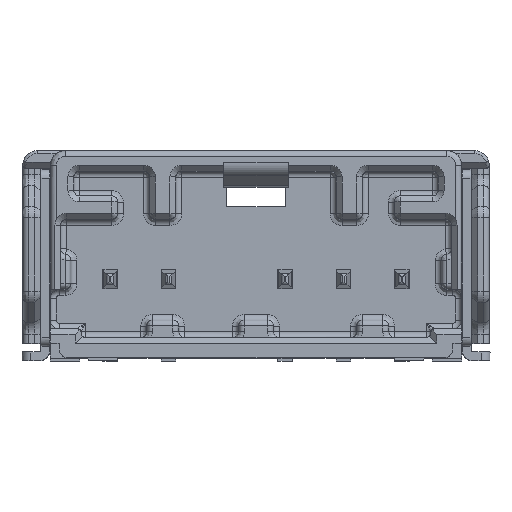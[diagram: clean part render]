
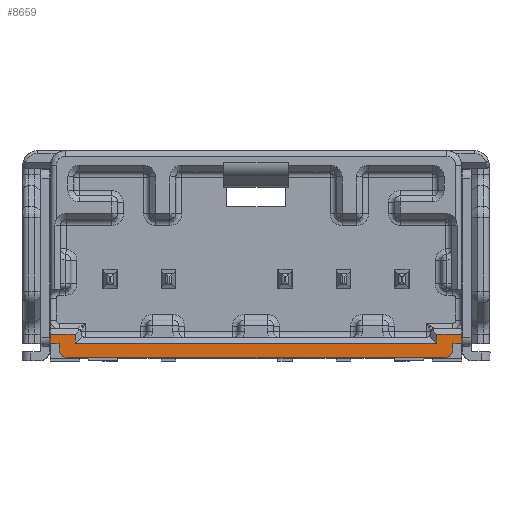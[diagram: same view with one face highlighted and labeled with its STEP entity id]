
A CAD part, top view. The second image highlights one B-rep face of the part: STEP entity #8659.
In plain terms, the highlighted planar face has unit normal (0, 0, 1).
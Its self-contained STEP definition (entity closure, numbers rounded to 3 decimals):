
#6 = VECTOR ( 'NONE', #6416, 1000. ) ;
#182 = VECTOR ( 'NONE', #24156, 1000. ) ;
#314 = CARTESIAN_POINT ( 'NONE',  ( -7.05, 0.9, 0. ) ) ;
#578 = CARTESIAN_POINT ( 'NONE',  ( 0., 0.6, 0. ) ) ;
#1071 = VECTOR ( 'NONE', #5803, 1000. ) ;
#1185 = DIRECTION ( 'NONE',  ( -1., 0., 0. ) ) ;
#1308 = EDGE_CURVE ( 'NONE', #12485, #3308, #3719, .T. ) ;
#1487 = CARTESIAN_POINT ( 'NONE',  ( 6.2, 0.9, 0. ) ) ;
#1881 = VERTEX_POINT ( 'NONE', #24265 ) ;
#1932 = CARTESIAN_POINT ( 'NONE',  ( 7.05, 0.1, 0. ) ) ;
#2048 = LINE ( 'NONE', #17434, #13067 ) ;
#2127 = CARTESIAN_POINT ( 'NONE',  ( 0., 0.9, 0. ) ) ;
#2238 = LINE ( 'NONE', #9861, #4256 ) ;
#2420 = CARTESIAN_POINT ( 'NONE',  ( 6.75, 0.4, 0. ) ) ;
#2530 = DIRECTION ( 'NONE',  ( 0., 0., -1. ) ) ;
#2719 = VERTEX_POINT ( 'NONE', #21211 ) ;
#3006 = CARTESIAN_POINT ( 'NONE',  ( 0., 0.6, 0. ) ) ;
#3308 = VERTEX_POINT ( 'NONE', #15660 ) ;
#3432 = CARTESIAN_POINT ( 'NONE',  ( 0., 0.9, 0. ) ) ;
#3550 = EDGE_CURVE ( 'NONE', #12485, #10231, #8538, .T. ) ;
#3614 = PLANE ( 'NONE',  #17314 ) ;
#3719 = CIRCLE ( 'NONE', #19717, 0.3 ) ;
#3987 = LINE ( 'NONE', #21145, #8464 ) ;
#4230 = ORIENTED_EDGE ( 'NONE', *, *, #4621, .F. ) ;
#4256 = VECTOR ( 'NONE', #17493, 1000. ) ;
#4579 = VECTOR ( 'NONE', #8905, 1000. ) ;
#4621 = EDGE_CURVE ( 'NONE', #19115, #12046, #19552, .T. ) ;
#4759 = EDGE_CURVE ( 'NONE', #22187, #2719, #20299, .T. ) ;
#4820 = VECTOR ( 'NONE', #10214, 1000. ) ;
#5001 = AXIS2_PLACEMENT_3D ( 'NONE', #16695, #12570, #9323 ) ;
#5222 = EDGE_CURVE ( 'NONE', #12046, #1881, #12503, .T. ) ;
#5315 = CARTESIAN_POINT ( 'NONE',  ( 6.75, 0.6, 0. ) ) ;
#5803 = DIRECTION ( 'NONE',  ( 0., -1., 0. ) ) ;
#5865 = VECTOR ( 'NONE', #1185, 1000. ) ;
#6053 = ORIENTED_EDGE ( 'NONE', *, *, #17666, .T. ) ;
#6163 = ORIENTED_EDGE ( 'NONE', *, *, #15641, .F. ) ;
#6416 = DIRECTION ( 'NONE',  ( 0., -1., 0. ) ) ;
#6660 = CARTESIAN_POINT ( 'NONE',  ( 6.75, 0.6, 0. ) ) ;
#6810 = VERTEX_POINT ( 'NONE', #23988 ) ;
#7139 = ORIENTED_EDGE ( 'NONE', *, *, #20464, .F. ) ;
#7525 = VECTOR ( 'NONE', #9180, 1000. ) ;
#7609 = VERTEX_POINT ( 'NONE', #1487 ) ;
#7654 = CARTESIAN_POINT ( 'NONE',  ( 6.45, 0.4, 0. ) ) ;
#8328 = CARTESIAN_POINT ( 'NONE',  ( -6.2, 0.6, 0. ) ) ;
#8464 = VECTOR ( 'NONE', #11743, 1000. ) ;
#8538 = LINE ( 'NONE', #6660, #22319 ) ;
#8659 = ADVANCED_FACE ( 'NONE', ( #11238 ), #3614, .F. ) ;
#8905 = DIRECTION ( 'NONE',  ( 0., -1., 0. ) ) ;
#9180 = DIRECTION ( 'NONE',  ( 1., 0., 0. ) ) ;
#9323 = DIRECTION ( 'NONE',  ( 1., 0., 0. ) ) ;
#9441 = LINE ( 'NONE', #1932, #1071 ) ;
#9582 = ORIENTED_EDGE ( 'NONE', *, *, #5222, .F. ) ;
#9759 = DIRECTION ( 'NONE',  ( 1., 0., 0. ) ) ;
#9861 = CARTESIAN_POINT ( 'NONE',  ( -7.05, 0.1, 0. ) ) ;
#10214 = DIRECTION ( 'NONE',  ( -1., 0., 0. ) ) ;
#10231 = VERTEX_POINT ( 'NONE', #5315 ) ;
#11238 = FACE_OUTER_BOUND ( 'NONE', #14238, .T. ) ;
#11492 = ORIENTED_EDGE ( 'NONE', *, *, #17154, .F. ) ;
#11743 = DIRECTION ( 'NONE',  ( 1., 0., 0. ) ) ;
#11899 = CARTESIAN_POINT ( 'NONE',  ( -6.2, 3.65, 0. ) ) ;
#12046 = VERTEX_POINT ( 'NONE', #8328 ) ;
#12485 = VERTEX_POINT ( 'NONE', #2420 ) ;
#12503 = LINE ( 'NONE', #3006, #182 ) ;
#12570 = DIRECTION ( 'NONE',  ( 0., 0., -1. ) ) ;
#12951 = LINE ( 'NONE', #22472, #5865 ) ;
#13067 = VECTOR ( 'NONE', #19077, 1000. ) ;
#13142 = LINE ( 'NONE', #2127, #15144 ) ;
#13566 = ORIENTED_EDGE ( 'NONE', *, *, #14861, .F. ) ;
#13788 = ORIENTED_EDGE ( 'NONE', *, *, #14790, .F. ) ;
#14165 = EDGE_CURVE ( 'NONE', #6810, #17200, #2238, .T. ) ;
#14230 = ORIENTED_EDGE ( 'NONE', *, *, #1308, .F. ) ;
#14238 = EDGE_LOOP ( 'NONE', ( #14943, #13566, #17026, #13788, #9582, #4230, #7139, #21129, #11492, #18136, #6163, #6053, #14230, #17949 ) ) ;
#14617 = CARTESIAN_POINT ( 'NONE',  ( 0., 3.65, 0. ) ) ;
#14713 = EDGE_CURVE ( 'NONE', #23138, #10231, #12951, .T. ) ;
#14790 = EDGE_CURVE ( 'NONE', #1881, #7609, #2048, .T. ) ;
#14861 = EDGE_CURVE ( 'NONE', #23074, #23138, #9441, .T. ) ;
#14943 = ORIENTED_EDGE ( 'NONE', *, *, #14713, .F. ) ;
#15069 = CARTESIAN_POINT ( 'NONE',  ( -6.45, 0.1, 0. ) ) ;
#15144 = VECTOR ( 'NONE', #9759, 1000. ) ;
#15382 = CIRCLE ( 'NONE', #5001, 0.3 ) ;
#15583 = VERTEX_POINT ( 'NONE', #15069 ) ;
#15589 = LINE ( 'NONE', #578, #4820 ) ;
#15641 = EDGE_CURVE ( 'NONE', #15583, #2719, #15382, .T. ) ;
#15660 = CARTESIAN_POINT ( 'NONE',  ( 6.45, 0.1, 0. ) ) ;
#16695 = CARTESIAN_POINT ( 'NONE',  ( -6.45, 0.4, 0. ) ) ;
#17026 = ORIENTED_EDGE ( 'NONE', *, *, #20000, .F. ) ;
#17154 = EDGE_CURVE ( 'NONE', #22187, #6810, #15589, .T. ) ;
#17200 = VERTEX_POINT ( 'NONE', #314 ) ;
#17314 = AXIS2_PLACEMENT_3D ( 'NONE', #14617, #22526, #18767 ) ;
#17434 = CARTESIAN_POINT ( 'NONE',  ( 6.2, 3.65, 0. ) ) ;
#17493 = DIRECTION ( 'NONE',  ( 0., 1., 0. ) ) ;
#17666 = EDGE_CURVE ( 'NONE', #15583, #3308, #3987, .T. ) ;
#17949 = ORIENTED_EDGE ( 'NONE', *, *, #3550, .T. ) ;
#18136 = ORIENTED_EDGE ( 'NONE', *, *, #4759, .T. ) ;
#18670 = CARTESIAN_POINT ( 'NONE',  ( -6.75, 0., 0. ) ) ;
#18695 = LINE ( 'NONE', #3432, #7525 ) ;
#18767 = DIRECTION ( 'NONE',  ( 1., 0., 0. ) ) ;
#19077 = DIRECTION ( 'NONE',  ( 0., 1., 0. ) ) ;
#19115 = VERTEX_POINT ( 'NONE', #21780 ) ;
#19552 = LINE ( 'NONE', #11899, #6 ) ;
#19717 = AXIS2_PLACEMENT_3D ( 'NONE', #7654, #2530, #23184 ) ;
#20000 = EDGE_CURVE ( 'NONE', #7609, #23074, #18695, .T. ) ;
#20299 = LINE ( 'NONE', #18670, #4579 ) ;
#20464 = EDGE_CURVE ( 'NONE', #17200, #19115, #13142, .T. ) ;
#20928 = CARTESIAN_POINT ( 'NONE',  ( 7.05, 0.6, 0. ) ) ;
#21129 = ORIENTED_EDGE ( 'NONE', *, *, #14165, .F. ) ;
#21145 = CARTESIAN_POINT ( 'NONE',  ( 7.05, 0.1, 0. ) ) ;
#21211 = CARTESIAN_POINT ( 'NONE',  ( -6.75, 0.4, 0. ) ) ;
#21780 = CARTESIAN_POINT ( 'NONE',  ( -6.2, 0.9, 0. ) ) ;
#22187 = VERTEX_POINT ( 'NONE', #22258 ) ;
#22258 = CARTESIAN_POINT ( 'NONE',  ( -6.75, 0.6, 0. ) ) ;
#22319 = VECTOR ( 'NONE', #24048, 1000. ) ;
#22472 = CARTESIAN_POINT ( 'NONE',  ( 0., 0.6, 0. ) ) ;
#22526 = DIRECTION ( 'NONE',  ( 0., 0., -1. ) ) ;
#23074 = VERTEX_POINT ( 'NONE', #24565 ) ;
#23138 = VERTEX_POINT ( 'NONE', #20928 ) ;
#23184 = DIRECTION ( 'NONE',  ( -1., 0., 0. ) ) ;
#23988 = CARTESIAN_POINT ( 'NONE',  ( -7.05, 0.6, 0. ) ) ;
#24048 = DIRECTION ( 'NONE',  ( 0., 1., 0. ) ) ;
#24156 = DIRECTION ( 'NONE',  ( 1., 0., 0. ) ) ;
#24265 = CARTESIAN_POINT ( 'NONE',  ( 6.2, 0.6, 0. ) ) ;
#24565 = CARTESIAN_POINT ( 'NONE',  ( 7.05, 0.9, 0. ) ) ;
